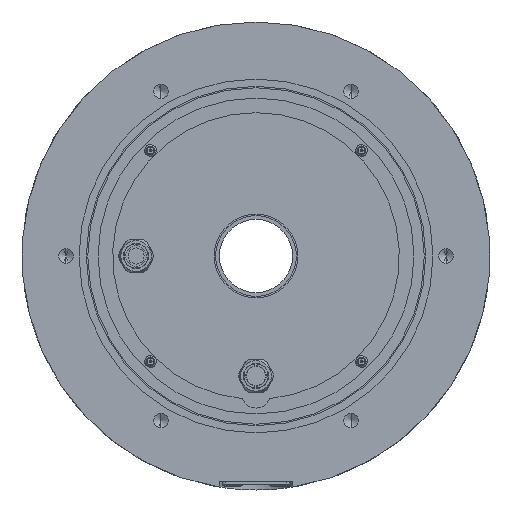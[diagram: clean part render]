
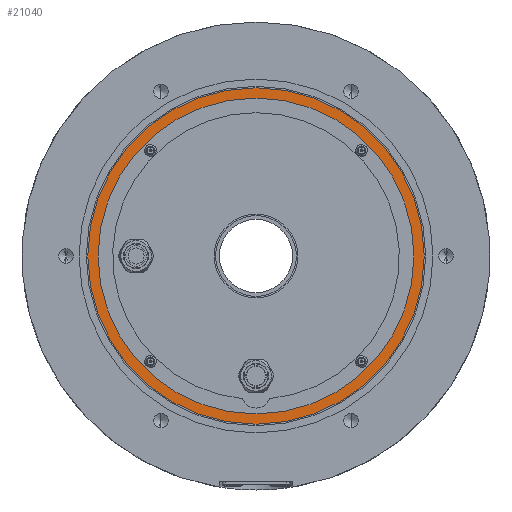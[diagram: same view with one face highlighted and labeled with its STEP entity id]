
A CAD part, front view. The second image highlights one B-rep face of the part: STEP entity #21040.
In plain terms, the highlighted planar face has unit normal (0, -1, 0).
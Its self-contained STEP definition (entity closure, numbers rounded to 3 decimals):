
#19432 = VERTEX_POINT ( 'NONE', #26043 ) ;
#19433 = EDGE_CURVE ( 'NONE', #19448, #19432, #26020, .T. ) ;
#19448 = VERTEX_POINT ( 'NONE', #26018 ) ;
#19634 = EDGE_CURVE ( 'NONE', #19672, #19673, #27068, .T. ) ;
#19672 = VERTEX_POINT ( 'NONE', #27174 ) ;
#19673 = VERTEX_POINT ( 'NONE', #27093 ) ;
#19713 = VERTEX_POINT ( 'NONE', #27323 ) ;
#19718 = EDGE_CURVE ( 'NONE', #19723, #19713, #27325, .T. ) ;
#19723 = VERTEX_POINT ( 'NONE', #27431 ) ;
#20285 = EDGE_CURVE ( 'NONE', #20308, #20417, #29890, .T. ) ;
#20308 = VERTEX_POINT ( 'NONE', #29998 ) ;
#20360 = VERTEX_POINT ( 'NONE', #30138 ) ;
#20363 = VERTEX_POINT ( 'NONE', #30143 ) ;
#20374 = VERTEX_POINT ( 'NONE', #30139 ) ;
#20378 = EDGE_CURVE ( 'NONE', #20388, #20374, #30254, .T. ) ;
#20388 = VERTEX_POINT ( 'NONE', #30252 ) ;
#20417 = VERTEX_POINT ( 'NONE', #30461 ) ;
#20449 = EDGE_CURVE ( 'NONE', #20363, #20360, #30575, .T. ) ;
#20450 = VERTEX_POINT ( 'NONE', #30664 ) ;
#20454 = VERTEX_POINT ( 'NONE', #30636 ) ;
#20514 = EDGE_CURVE ( 'NONE', #20454, #20450, #29878, .T. ) ;
#20935 = EDGE_LOOP ( 'NONE', ( #20949, #21048, #21046, #21045 ) ) ;
#20949 = ORIENTED_EDGE ( 'NONE', *, *, #21061, .F. ) ;
#21005 = ORIENTED_EDGE ( 'NONE', *, *, #20514, .F. ) ;
#21008 = EDGE_LOOP ( 'NONE', ( #21010, #21029 ) ) ;
#21010 = ORIENTED_EDGE ( 'NONE', *, *, #21027, .F. ) ;
#21017 = EDGE_CURVE ( 'NONE', #20360, #20363, #33028, .T. ) ;
#21020 = ORIENTED_EDGE ( 'NONE', *, *, #20449, .F. ) ;
#21023 = EDGE_LOOP ( 'NONE', ( #21025, #21115 ) ) ;
#21025 = ORIENTED_EDGE ( 'NONE', *, *, #21114, .F. ) ;
#21027 = EDGE_CURVE ( 'NONE', #20374, #20388, #32993, .T. ) ;
#21029 = ORIENTED_EDGE ( 'NONE', *, *, #20378, .F. ) ;
#21030 = EDGE_LOOP ( 'NONE', ( #21120, #21116 ) ) ;
#21035 = EDGE_CURVE ( 'NONE', #20450, #20454, #32995, .T. ) ;
#21038 = EDGE_CURVE ( 'NONE', #19713, #19448, #32982, .T. ) ;
#21040 = ADVANCED_FACE ( 'NONE', ( #32977, #32979, #32972, #32968, #32978, #33079 ), #33041, .F. ) ;
#21044 = EDGE_LOOP ( 'NONE', ( #21050, #21005 ) ) ;
#21045 = ORIENTED_EDGE ( 'NONE', *, *, #19718, .F. ) ;
#21046 = ORIENTED_EDGE ( 'NONE', *, *, #21038, .F. ) ;
#21048 = ORIENTED_EDGE ( 'NONE', *, *, #19433, .F. ) ;
#21050 = ORIENTED_EDGE ( 'NONE', *, *, #21035, .F. ) ;
#21052 = EDGE_LOOP ( 'NONE', ( #21054, #21020 ) ) ;
#21054 = ORIENTED_EDGE ( 'NONE', *, *, #21017, .F. ) ;
#21061 = EDGE_CURVE ( 'NONE', #19432, #19723, #33189, .T. ) ;
#21114 = EDGE_CURVE ( 'NONE', #20417, #20308, #33334, .T. ) ;
#21115 = ORIENTED_EDGE ( 'NONE', *, *, #20285, .F. ) ;
#21116 = ORIENTED_EDGE ( 'NONE', *, *, #21118, .T. ) ;
#21118 = EDGE_CURVE ( 'NONE', #19673, #19672, #33345, .T. ) ;
#21120 = ORIENTED_EDGE ( 'NONE', *, *, #19634, .T. ) ;
#26001 = DIRECTION ( 'NONE',  ( -1., 0., 0. ) ) ;
#26003 = DIRECTION ( 'NONE',  ( 0., -1., 0. ) ) ;
#26004 = CARTESIAN_POINT ( 'NONE',  ( 0., -145., 0. ) ) ;
#26006 = AXIS2_PLACEMENT_3D ( 'NONE', #26004, #26003, #26001 ) ;
#26018 = CARTESIAN_POINT ( 'NONE',  ( 0., -145., 49. ) ) ;
#26020 = CIRCLE ( 'NONE', #26006, 49. ) ;
#26043 = CARTESIAN_POINT ( 'NONE',  ( -4.674, -145., -48.777 ) ) ;
#26949 = AXIS2_PLACEMENT_3D ( 'NONE', #26993, #27053, #27052 ) ;
#26993 = CARTESIAN_POINT ( 'NONE',  ( 0., -145., 0. ) ) ;
#27052 = DIRECTION ( 'NONE',  ( 0., 0., -1. ) ) ;
#27053 = DIRECTION ( 'NONE',  ( 0., -1., 0. ) ) ;
#27068 = CIRCLE ( 'NONE', #26949, 57.5 ) ;
#27093 = CARTESIAN_POINT ( 'NONE',  ( 0., -145., 57.5 ) ) ;
#27174 = CARTESIAN_POINT ( 'NONE',  ( 0., -145., -57.5 ) ) ;
#27323 = CARTESIAN_POINT ( 'NONE',  ( 4.674, -145., -48.777 ) ) ;
#27325 = CIRCLE ( 'NONE', #27442, 5. ) ;
#27431 = CARTESIAN_POINT ( 'NONE',  ( 0., -145., -52. ) ) ;
#27433 = DIRECTION ( 'NONE',  ( 0., 0., -1. ) ) ;
#27435 = DIRECTION ( 'NONE',  ( 0., -1., 0. ) ) ;
#27440 = CARTESIAN_POINT ( 'NONE',  ( 0., -145., -47. ) ) ;
#27442 = AXIS2_PLACEMENT_3D ( 'NONE', #27440, #27435, #27433 ) ;
#29874 = DIRECTION ( 'NONE',  ( 0., 0., -1. ) ) ;
#29876 = DIRECTION ( 'NONE',  ( 0., -1., 0. ) ) ;
#29878 = CIRCLE ( 'NONE', #30424, 1.025 ) ;
#29890 = CIRCLE ( 'NONE', #29921, 1.025 ) ;
#29899 = CARTESIAN_POINT ( 'NONE',  ( 36.062, -145., 36.062 ) ) ;
#29921 = AXIS2_PLACEMENT_3D ( 'NONE', #29899, #29876, #29874 ) ;
#29998 = CARTESIAN_POINT ( 'NONE',  ( 36.062, -145., 37.087 ) ) ;
#30138 = CARTESIAN_POINT ( 'NONE',  ( -36.062, -145., -37.087 ) ) ;
#30139 = CARTESIAN_POINT ( 'NONE',  ( -36.062, -145., 35.037 ) ) ;
#30143 = CARTESIAN_POINT ( 'NONE',  ( -36.062, -145., -35.037 ) ) ;
#30252 = CARTESIAN_POINT ( 'NONE',  ( -36.062, -145., 37.087 ) ) ;
#30254 = CIRCLE ( 'NONE', #30372, 1.025 ) ;
#30271 = CARTESIAN_POINT ( 'NONE',  ( -36.062, -145., 36.062 ) ) ;
#30368 = DIRECTION ( 'NONE',  ( 0., 0., -1. ) ) ;
#30370 = DIRECTION ( 'NONE',  ( 0., -1., 0. ) ) ;
#30372 = AXIS2_PLACEMENT_3D ( 'NONE', #30271, #30370, #30368 ) ;
#30383 = CARTESIAN_POINT ( 'NONE',  ( 36.062, -145., -36.062 ) ) ;
#30397 = DIRECTION ( 'NONE',  ( 0., -1., 0. ) ) ;
#30416 = DIRECTION ( 'NONE',  ( 0., 0., -1. ) ) ;
#30424 = AXIS2_PLACEMENT_3D ( 'NONE', #30383, #30397, #30416 ) ;
#30461 = CARTESIAN_POINT ( 'NONE',  ( 36.062, -145., 35.037 ) ) ;
#30575 = CIRCLE ( 'NONE', #30683, 1.025 ) ;
#30582 = CARTESIAN_POINT ( 'NONE',  ( -36.062, -145., -36.062 ) ) ;
#30636 = CARTESIAN_POINT ( 'NONE',  ( 36.062, -145., -35.037 ) ) ;
#30656 = DIRECTION ( 'NONE',  ( 0., 0., -1. ) ) ;
#30657 = DIRECTION ( 'NONE',  ( 0., -1., 0. ) ) ;
#30664 = CARTESIAN_POINT ( 'NONE',  ( 36.062, -145., -37.087 ) ) ;
#30683 = AXIS2_PLACEMENT_3D ( 'NONE', #30582, #30657, #30656 ) ;
#32882 = CARTESIAN_POINT ( 'NONE',  ( 36.062, -145., -36.062 ) ) ;
#32886 = CARTESIAN_POINT ( 'NONE',  ( -36.062, -145., 36.062 ) ) ;
#32926 = AXIS2_PLACEMENT_3D ( 'NONE', #32882, #32975, #32974 ) ;
#32963 = DIRECTION ( 'NONE',  ( 0., -1., 0. ) ) ;
#32965 = CARTESIAN_POINT ( 'NONE',  ( 0., -145., 0. ) ) ;
#32967 = AXIS2_PLACEMENT_3D ( 'NONE', #32965, #32963, #33081 ) ;
#32968 = FACE_BOUND ( 'NONE', #21008, .T. ) ;
#32972 = FACE_BOUND ( 'NONE', #21052, .T. ) ;
#32974 = DIRECTION ( 'NONE',  ( 0., 0., -1. ) ) ;
#32975 = DIRECTION ( 'NONE',  ( 0., -1., 0. ) ) ;
#32977 = FACE_BOUND ( 'NONE', #20935, .T. ) ;
#32978 = FACE_BOUND ( 'NONE', #21023, .T. ) ;
#32979 = FACE_BOUND ( 'NONE', #21044, .T. ) ;
#32982 = CIRCLE ( 'NONE', #32967, 49. ) ;
#32989 = DIRECTION ( 'NONE',  ( 0., 0., -1. ) ) ;
#32990 = DIRECTION ( 'NONE',  ( 0., -1., 0. ) ) ;
#32992 = AXIS2_PLACEMENT_3D ( 'NONE', #32886, #32990, #32989 ) ;
#32993 = CIRCLE ( 'NONE', #32992, 1.025 ) ;
#32995 = CIRCLE ( 'NONE', #32926, 1.025 ) ;
#33022 = DIRECTION ( 'NONE',  ( 0., 0., -1. ) ) ;
#33023 = DIRECTION ( 'NONE',  ( 0., -1., 0. ) ) ;
#33024 = CARTESIAN_POINT ( 'NONE',  ( -36.062, -145., -36.062 ) ) ;
#33026 = AXIS2_PLACEMENT_3D ( 'NONE', #33024, #33023, #33022 ) ;
#33028 = CIRCLE ( 'NONE', #33026, 1.025 ) ;
#33037 = DIRECTION ( 'NONE',  ( 0., 0., 1. ) ) ;
#33038 = DIRECTION ( 'NONE',  ( 0., 1., 0. ) ) ;
#33039 = CARTESIAN_POINT ( 'NONE',  ( 0., -145., 0. ) ) ;
#33040 = AXIS2_PLACEMENT_3D ( 'NONE', #33039, #33038, #33037 ) ;
#33041 = PLANE ( 'NONE',  #33040 ) ;
#33079 = FACE_OUTER_BOUND ( 'NONE', #21030, .T. ) ;
#33081 = DIRECTION ( 'NONE',  ( -1., 0., 0. ) ) ;
#33183 = DIRECTION ( 'NONE',  ( 0., 0., -1. ) ) ;
#33185 = DIRECTION ( 'NONE',  ( 0., -1., 0. ) ) ;
#33186 = CARTESIAN_POINT ( 'NONE',  ( 0., -145., -47. ) ) ;
#33188 = AXIS2_PLACEMENT_3D ( 'NONE', #33186, #33185, #33183 ) ;
#33189 = CIRCLE ( 'NONE', #33188, 5. ) ;
#33330 = DIRECTION ( 'NONE',  ( 0., 0., -1. ) ) ;
#33331 = DIRECTION ( 'NONE',  ( 0., -1., 0. ) ) ;
#33332 = AXIS2_PLACEMENT_3D ( 'NONE', #33343, #33331, #33330 ) ;
#33334 = CIRCLE ( 'NONE', #33332, 1.025 ) ;
#33336 = AXIS2_PLACEMENT_3D ( 'NONE', #33426, #33425, #33423 ) ;
#33343 = CARTESIAN_POINT ( 'NONE',  ( 36.062, -145., 36.062 ) ) ;
#33345 = CIRCLE ( 'NONE', #33336, 57.5 ) ;
#33423 = DIRECTION ( 'NONE',  ( 0., 0., -1. ) ) ;
#33425 = DIRECTION ( 'NONE',  ( 0., -1., 0. ) ) ;
#33426 = CARTESIAN_POINT ( 'NONE',  ( 0., -145., 0. ) ) ;
